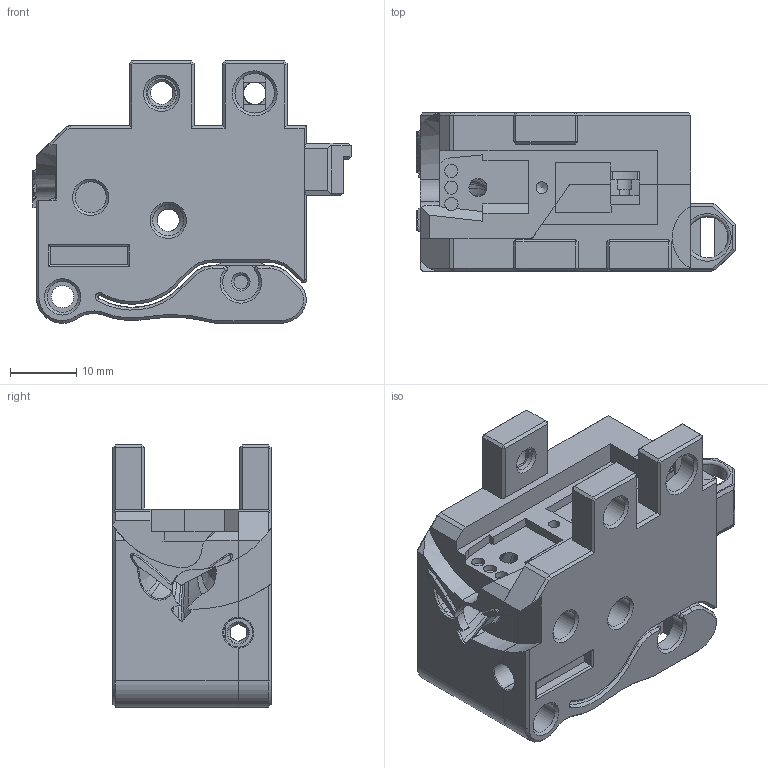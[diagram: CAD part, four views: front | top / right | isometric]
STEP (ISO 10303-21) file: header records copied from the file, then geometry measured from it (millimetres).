
FILE_DESCRIPTION(/* description */ (''),/* implementation_level */ '2;1');
FILE_NAME(/* name */ 'BinkyFilamentCutter_beta1.1.step',/* time_stamp */ '2023-10-01T17:09:51+02:00',/* author */ (''),/* organization */ (''),/* preprocessor_version */ 'ST-DEVELOPER v20',/* originating_system */ 'Autodesk Translation Framework v12.14.0.127',/* authorisation */ '');
FILE_SCHEMA (('AUTOMOTIVE_DESIGN { 1 0 10303 214 3 1 1 }'));
Length unit declared in the file: millimetre
Products named in the file (4): Binkyv2; Encoder_Right; Encoder_Left; Encoder_Right_with_magnets
Assembly tree (3 placements, depth 2):
  Binkyv2
    Encoder_Right
    Encoder_Left
    Encoder_Right_with_magnets
Bounding box: 48.21 x 24 x 39.78 mm (x, y, z)
Volume: 31468.4 mm3; surface area: 18357.2 mm2
Topology: 3 solids, 3 shells, 1056 faces, 2753 edges, 1731 vertices
Faces by surface type: plane 612, bspline 172, cylinder 163, cone 99, torus 10
Full cylindrical faces by diameter (mm): 1.75 x1, 2 x3, 2.8 x2, 3.1 x1, 3.2 x4, 3.4 x8, 4.7 x9, 6 x5, 6.2 x1, 7.25 x1, 8.8 x2
Entity records: 35421 total; most frequent: CARTESIAN_POINT 10049, ORIENTED_EDGE 5504, DIRECTION 4850, EDGE_CURVE 2752, LINE 1752, VECTOR 1752, VERTEX_POINT 1731, AXIS2_PLACEMENT_3D 1549
